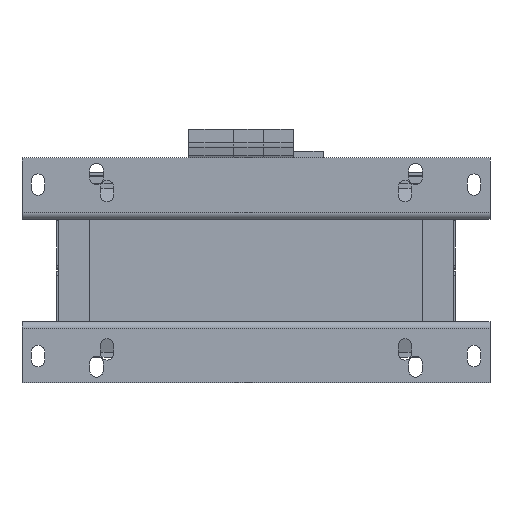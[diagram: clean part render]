
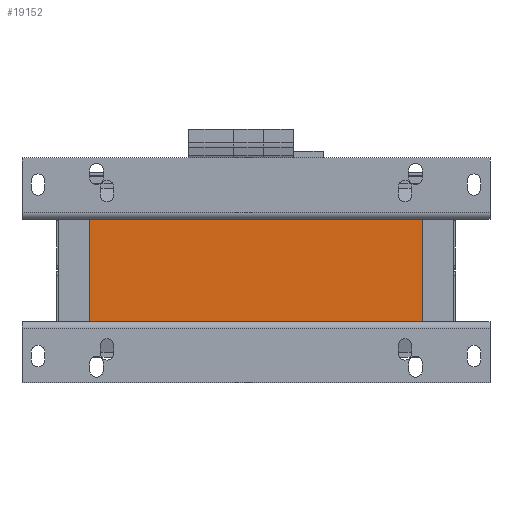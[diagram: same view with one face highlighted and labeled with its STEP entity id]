
A CAD part, front view. The second image highlights one B-rep face of the part: STEP entity #19152.
In plain terms, the highlighted planar face has unit normal (0, -1, 0).
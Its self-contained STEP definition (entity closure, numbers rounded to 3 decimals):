
#121 = EDGE_CURVE ( 'Defeature ausgef�hrt2_142+Defeature ausgef�hrt2_51+Defeature ausgef�hrt2_12+Defeature ausgef�hrt2_52', #5060, #4558, #6690, .T. ) ;
#287 = CARTESIAN_POINT ( 'NONE',  ( 125., -125.001, 38.5 ) ) ;
#548 = LINE ( 'NONE', #4798, #12926 ) ;
#1463 = FACE_OUTER_BOUND ( 'NONE', #14744, .T. ) ;
#1933 = EDGE_CURVE ( 'Defeature ausgef�hrt2_51+Defeature ausgef�hrt2_141+Defeature ausgef�hrt2_12+Defeature ausgef�hrt2_52', #17084, #19220, #6982, .T. ) ;
#2333 = CARTESIAN_POINT ( 'NONE',  ( 125., -125.001, -38.5 ) ) ;
#3153 = CARTESIAN_POINT ( 'NONE',  ( -125., -125.001, 38.5 ) ) ;
#3656 = CARTESIAN_POINT ( 'NONE',  ( -125., -125.001, -38.5 ) ) ;
#3880 = CARTESIAN_POINT ( 'NONE',  ( -125., -125.001, 38.5 ) ) ;
#4281 = LINE ( 'NONE', #10432, #5217 ) ;
#4558 = VERTEX_POINT ( 'NONE', #287 ) ;
#4750 = CARTESIAN_POINT ( 'NONE',  ( -125., -125.001, -38.5 ) ) ;
#4798 = CARTESIAN_POINT ( 'NONE',  ( -125., -125.001, 38.5 ) ) ;
#5060 = VERTEX_POINT ( 'NONE', #8211 ) ;
#5217 = VECTOR ( 'NONE', #14776, 1000. ) ;
#5374 = DIRECTION ( 'NONE',  ( 1., 0., 0. ) ) ;
#6184 = DIRECTION ( 'NONE',  ( 0., 0., -1. ) ) ;
#6690 = LINE ( 'NONE', #3153, #14825 ) ;
#6712 = ORIENTED_EDGE ( 'NONE', *, *, #18909, .T. ) ;
#6982 = LINE ( 'NONE', #3656, #11438 ) ;
#7253 = ORIENTED_EDGE ( 'NONE', *, *, #1933, .T. ) ;
#8211 = CARTESIAN_POINT ( 'NONE',  ( -125., -125.001, 38.5 ) ) ;
#8428 = EDGE_CURVE ( 'Defeature ausgef�hrt2_52+Defeature ausgef�hrt2_51+Defeature ausgef�hrt2_142+Defeature ausgef�hrt2_141', #4558, #19220, #4281, .T. ) ;
#8591 = DIRECTION ( 'NONE',  ( 0., 1., 0. ) ) ;
#10299 = ORIENTED_EDGE ( 'NONE', *, *, #121, .F. ) ;
#10312 = ORIENTED_EDGE ( 'NONE', *, *, #8428, .F. ) ;
#10432 = CARTESIAN_POINT ( 'NONE',  ( 125., -125.001, 38.5 ) ) ;
#11438 = VECTOR ( 'NONE', #5374, 1000. ) ;
#12844 = PLANE ( 'NONE',  #15901 ) ;
#12926 = VECTOR ( 'NONE', #6184, 1000. ) ;
#14454 = DIRECTION ( 'NONE',  ( 0., 0., 1. ) ) ;
#14744 = EDGE_LOOP ( 'NONE', ( #7253, #10312, #10299, #6712 ) ) ;
#14776 = DIRECTION ( 'NONE',  ( 0., 0., -1. ) ) ;
#14825 = VECTOR ( 'NONE', #17966, 1000. ) ;
#15901 = AXIS2_PLACEMENT_3D ( 'NONE', #3880, #8591, #14454 ) ;
#17084 = VERTEX_POINT ( 'NONE', #4750 ) ;
#17966 = DIRECTION ( 'NONE',  ( 1., 0., 0. ) ) ;
#18909 = EDGE_CURVE ( 'Defeature ausgef�hrt2_51+Defeature ausgef�hrt2_12+Defeature ausgef�hrt2_142+Defeature ausgef�hrt2_141', #5060, #17084, #548, .T. ) ;
#19152 = ADVANCED_FACE ( 'Defeature ausgef�hrt2_51', ( #1463 ), #12844, .F. ) ;
#19220 = VERTEX_POINT ( 'NONE', #2333 ) ;
